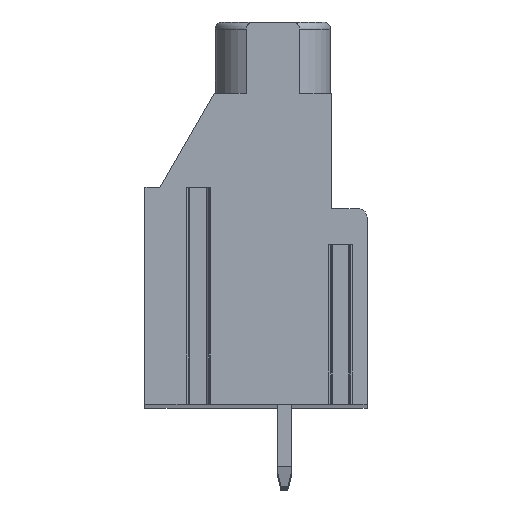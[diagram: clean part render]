
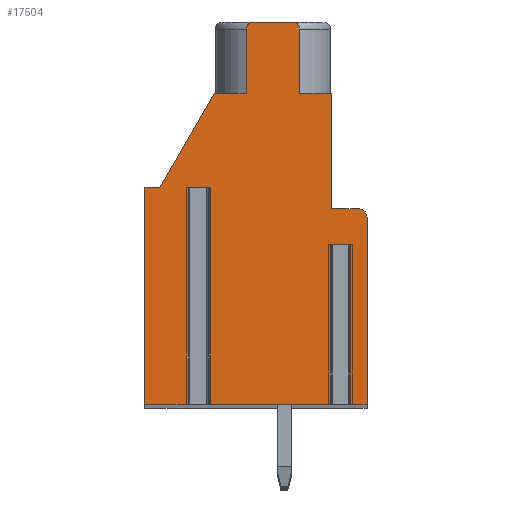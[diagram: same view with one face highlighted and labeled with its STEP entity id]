
A CAD part, top view. The second image highlights one B-rep face of the part: STEP entity #17504.
In plain terms, the highlighted planar face has unit normal (0, 0, 1).
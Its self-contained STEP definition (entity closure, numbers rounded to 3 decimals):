
#65=DIRECTION('',(-1.,0.,0.));
#66=VECTOR('',#65,1.146);
#67=CARTESIAN_POINT('',(-2.127,1.2,130.175));
#68=LINE('',#67,#66);
#69=DIRECTION('',(0.,-1.,0.));
#70=VECTOR('',#69,12.2);
#71=CARTESIAN_POINT('',(-3.273,1.2,130.175));
#72=LINE('',#71,#70);
#73=DIRECTION('',(1.,0.,0.));
#74=VECTOR('',#73,2.427);
#75=CARTESIAN_POINT('',(-5.7,-11.,130.175));
#76=LINE('',#75,#74);
#77=DIRECTION('',(0.,-1.,0.));
#78=VECTOR('',#77,12.2);
#79=CARTESIAN_POINT('',(-5.7,1.2,130.175));
#80=LINE('',#79,#78);
#81=DIRECTION('',(-1.,0.,0.));
#82=VECTOR('',#81,0.84);
#83=CARTESIAN_POINT('',(-4.86,1.2,130.175));
#84=LINE('',#83,#82);
#85=DIRECTION('',(-0.5,-0.866,0.));
#86=VECTOR('',#85,6.12);
#87=CARTESIAN_POINT('',(-1.8,6.5,130.175));
#88=LINE('',#87,#86);
#89=DIRECTION('',(-1.,0.,0.));
#90=VECTOR('',#89,1.8);
#91=CARTESIAN_POINT('',(0.,6.5,130.175));
#92=LINE('',#91,#90);
#93=DIRECTION('',(0.,-1.,0.));
#94=VECTOR('',#93,3.6);
#95=CARTESIAN_POINT('',(0.,10.1,130.175));
#96=LINE('',#95,#94);
#97=CARTESIAN_POINT('',(0.4,10.1,130.175));
#98=DIRECTION('',(0.,0.,1.));
#99=DIRECTION('',(0.,1.,0.));
#100=AXIS2_PLACEMENT_3D('',#97,#98,#99);
#102=DIRECTION('',(-1.,0.,0.));
#103=VECTOR('',#102,2.2);
#104=CARTESIAN_POINT('',(2.6,10.5,130.175));
#105=LINE('',#104,#103);
#106=CARTESIAN_POINT('',(2.6,10.1,130.175));
#107=DIRECTION('',(0.,0.,1.));
#108=DIRECTION('',(1.,0.,0.));
#109=AXIS2_PLACEMENT_3D('',#106,#107,#108);
#111=DIRECTION('',(0.,1.,0.));
#112=VECTOR('',#111,3.6);
#113=CARTESIAN_POINT('',(3.,6.5,130.175));
#114=LINE('',#113,#112);
#115=DIRECTION('',(-1.,0.,0.));
#116=VECTOR('',#115,1.8);
#117=CARTESIAN_POINT('',(4.8,6.5,130.175));
#118=LINE('',#117,#116);
#119=DIRECTION('',(0.,1.,0.));
#120=VECTOR('',#119,6.5);
#121=CARTESIAN_POINT('',(4.8,0.,130.175));
#122=LINE('',#121,#120);
#123=DIRECTION('',(-1.,0.,0.));
#124=VECTOR('',#123,1.5);
#125=CARTESIAN_POINT('',(6.3,0.,130.175));
#126=LINE('',#125,#124);
#127=CARTESIAN_POINT('',(6.3,-0.5,130.175));
#128=DIRECTION('',(0.,0.,1.));
#129=DIRECTION('',(1.,0.,0.));
#130=AXIS2_PLACEMENT_3D('',#127,#128,#129);
#132=DIRECTION('',(0.,1.,0.));
#133=VECTOR('',#132,10.5);
#134=CARTESIAN_POINT('',(6.8,-11.,130.175));
#135=LINE('',#134,#133);
#136=DIRECTION('',(1.,0.,0.));
#137=VECTOR('',#136,0.925);
#138=CARTESIAN_POINT('',(5.875,-11.,130.175));
#139=LINE('',#138,#137);
#140=DIRECTION('',(0.,-1.,0.));
#141=VECTOR('',#140,9.);
#142=CARTESIAN_POINT('',(5.875,-2.,130.175));
#143=LINE('',#142,#141);
#144=DIRECTION('',(-1.,0.,0.));
#145=VECTOR('',#144,1.146);
#146=CARTESIAN_POINT('',(5.875,-2.,130.175));
#147=LINE('',#146,#145);
#148=DIRECTION('',(0.,-1.,0.));
#149=VECTOR('',#148,9.);
#150=CARTESIAN_POINT('',(4.728,-2.,130.175));
#151=LINE('',#150,#149);
#152=DIRECTION('',(1.,0.,0.));
#153=VECTOR('',#152,6.855);
#154=CARTESIAN_POINT('',(-2.127,-11.,130.175));
#155=LINE('',#154,#153);
#156=DIRECTION('',(0.,-1.,0.));
#157=VECTOR('',#156,12.2);
#158=CARTESIAN_POINT('',(-2.127,1.2,130.175));
#159=LINE('',#158,#157);
#13631=CARTESIAN_POINT('',(6.8,-11.,130.175));
#13632=CARTESIAN_POINT('',(6.8,-0.5,130.175));
#13633=VERTEX_POINT('',#13631);
#13634=VERTEX_POINT('',#13632);
#13635=CARTESIAN_POINT('',(6.3,0.,130.175));
#13636=VERTEX_POINT('',#13635);
#13637=CARTESIAN_POINT('',(4.8,0.,130.175));
#13638=VERTEX_POINT('',#13637);
#13639=CARTESIAN_POINT('',(4.8,6.5,130.175));
#13640=VERTEX_POINT('',#13639);
#13641=CARTESIAN_POINT('',(3.,6.5,130.175));
#13642=VERTEX_POINT('',#13641);
#13643=CARTESIAN_POINT('',(3.,10.1,130.175));
#13644=VERTEX_POINT('',#13643);
#13645=CARTESIAN_POINT('',(2.6,10.5,130.175));
#13646=VERTEX_POINT('',#13645);
#13647=CARTESIAN_POINT('',(0.4,10.5,130.175));
#13648=VERTEX_POINT('',#13647);
#13649=CARTESIAN_POINT('',(0.,10.1,130.175));
#13650=VERTEX_POINT('',#13649);
#13651=CARTESIAN_POINT('',(0.,6.5,130.175));
#13652=VERTEX_POINT('',#13651);
#13653=CARTESIAN_POINT('',(-1.8,6.5,130.175));
#13654=VERTEX_POINT('',#13653);
#13655=CARTESIAN_POINT('',(-4.86,1.2,130.175));
#13656=VERTEX_POINT('',#13655);
#13657=CARTESIAN_POINT('',(-5.7,1.2,130.175));
#13658=VERTEX_POINT('',#13657);
#13659=CARTESIAN_POINT('',(-5.7,-11.,130.175));
#13660=VERTEX_POINT('',#13659);
#13817=CARTESIAN_POINT('',(5.875,-2.,130.175));
#13818=CARTESIAN_POINT('',(4.728,-2.,130.175));
#13819=VERTEX_POINT('',#13817);
#13820=VERTEX_POINT('',#13818);
#13821=CARTESIAN_POINT('',(5.875,-11.,130.175));
#13822=VERTEX_POINT('',#13821);
#13823=CARTESIAN_POINT('',(4.728,-11.,130.175));
#13824=VERTEX_POINT('',#13823);
#13849=CARTESIAN_POINT('',(-2.127,1.2,130.175));
#13850=CARTESIAN_POINT('',(-3.273,1.2,130.175));
#13851=VERTEX_POINT('',#13849);
#13852=VERTEX_POINT('',#13850);
#13853=CARTESIAN_POINT('',(-2.127,-11.,130.175));
#13854=VERTEX_POINT('',#13853);
#13855=CARTESIAN_POINT('',(-3.273,-11.,130.175));
#13856=VERTEX_POINT('',#13855);
#17451=CARTESIAN_POINT('',(0.,0.,130.175));
#17452=DIRECTION('',(0.,0.,1.));
#17453=DIRECTION('',(1.,0.,0.));
#17454=AXIS2_PLACEMENT_3D('',#17451,#17452,#17453);
#17455=PLANE('',#17454);
#17457=ORIENTED_EDGE('',*,*,#17456,.T.);
#17459=ORIENTED_EDGE('',*,*,#17458,.T.);
#17461=ORIENTED_EDGE('',*,*,#17460,.F.);
#17463=ORIENTED_EDGE('',*,*,#17462,.F.);
#17465=ORIENTED_EDGE('',*,*,#17464,.F.);
#17467=ORIENTED_EDGE('',*,*,#17466,.F.);
#17469=ORIENTED_EDGE('',*,*,#17468,.F.);
#17471=ORIENTED_EDGE('',*,*,#17470,.F.);
#17473=ORIENTED_EDGE('',*,*,#17472,.F.);
#17475=ORIENTED_EDGE('',*,*,#17474,.F.);
#17477=ORIENTED_EDGE('',*,*,#17476,.F.);
#17479=ORIENTED_EDGE('',*,*,#17478,.F.);
#17481=ORIENTED_EDGE('',*,*,#17480,.F.);
#17483=ORIENTED_EDGE('',*,*,#17482,.F.);
#17485=ORIENTED_EDGE('',*,*,#17484,.F.);
#17487=ORIENTED_EDGE('',*,*,#17486,.F.);
#17489=ORIENTED_EDGE('',*,*,#17488,.F.);
#17491=ORIENTED_EDGE('',*,*,#17490,.F.);
#17493=ORIENTED_EDGE('',*,*,#17492,.F.);
#17495=ORIENTED_EDGE('',*,*,#17494,.T.);
#17497=ORIENTED_EDGE('',*,*,#17496,.T.);
#17499=ORIENTED_EDGE('',*,*,#17498,.F.);
#17501=ORIENTED_EDGE('',*,*,#17500,.F.);
#17502=EDGE_LOOP('',(#17457,#17459,#17461,#17463,#17465,#17467,#17469,#17471,
#17473,#17475,#17477,#17479,#17481,#17483,#17485,#17487,#17489,#17491,#17493,
#17495,#17497,#17499,#17501));
#17503=FACE_OUTER_BOUND('',#17502,.F.);
#101=CIRCLE('',#100,0.4);
#110=CIRCLE('',#109,0.4);
#131=CIRCLE('',#130,0.5);
#17456=EDGE_CURVE('',#13851,#13852,#68,.T.);
#17458=EDGE_CURVE('',#13852,#13856,#72,.T.);
#17460=EDGE_CURVE('',#13660,#13856,#76,.T.);
#17462=EDGE_CURVE('',#13658,#13660,#80,.T.);
#17464=EDGE_CURVE('',#13656,#13658,#84,.T.);
#17466=EDGE_CURVE('',#13654,#13656,#88,.T.);
#17468=EDGE_CURVE('',#13652,#13654,#92,.T.);
#17470=EDGE_CURVE('',#13650,#13652,#96,.T.);
#17472=EDGE_CURVE('',#13648,#13650,#101,.T.);
#17474=EDGE_CURVE('',#13646,#13648,#105,.T.);
#17476=EDGE_CURVE('',#13644,#13646,#110,.T.);
#17478=EDGE_CURVE('',#13642,#13644,#114,.T.);
#17480=EDGE_CURVE('',#13640,#13642,#118,.T.);
#17482=EDGE_CURVE('',#13638,#13640,#122,.T.);
#17484=EDGE_CURVE('',#13636,#13638,#126,.T.);
#17486=EDGE_CURVE('',#13634,#13636,#131,.T.);
#17488=EDGE_CURVE('',#13633,#13634,#135,.T.);
#17490=EDGE_CURVE('',#13822,#13633,#139,.T.);
#17492=EDGE_CURVE('',#13819,#13822,#143,.T.);
#17494=EDGE_CURVE('',#13819,#13820,#147,.T.);
#17496=EDGE_CURVE('',#13820,#13824,#151,.T.);
#17498=EDGE_CURVE('',#13854,#13824,#155,.T.);
#17500=EDGE_CURVE('',#13851,#13854,#159,.T.);
#17504=ADVANCED_FACE('',(#17503),#17455,.T.);
